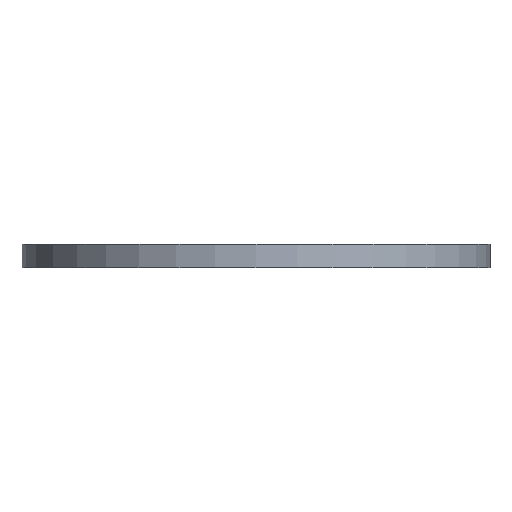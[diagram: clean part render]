
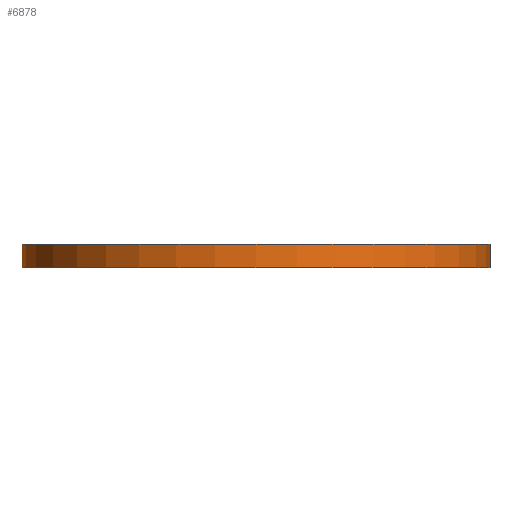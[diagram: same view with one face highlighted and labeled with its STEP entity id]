
A CAD part, front view. The second image highlights one B-rep face of the part: STEP entity #6878.
In plain terms, the highlighted cylindrical face has radius 16.002 mm (diameter 32.004 mm), a full revolution.
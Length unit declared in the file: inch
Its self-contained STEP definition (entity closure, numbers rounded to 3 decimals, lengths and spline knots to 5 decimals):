
#984=FACE_OUTER_BOUND('',#1371,.T.);
#1371=EDGE_LOOP('',(#5006,#5007,#5008,#5009,#5010));
#1862=CIRCLE('',#7358,0.63);
#1863=CIRCLE('',#7359,0.63);
#1864=CIRCLE('',#7360,0.63);
#1951=LINE('',#9397,#2634);
#2634=VECTOR('',#7921,0.63);
#3389=VERTEX_POINT('',#9394);
#3390=VERTEX_POINT('',#9396);
#3391=VERTEX_POINT('',#9398);
#4036=EDGE_CURVE('',#3389,#3389,#1862,.T.);
#4037=EDGE_CURVE('',#3389,#3390,#1951,.T.);
#4038=EDGE_CURVE('',#3391,#3390,#1863,.T.);
#4039=EDGE_CURVE('',#3390,#3391,#1864,.T.);
#5006=ORIENTED_EDGE('',*,*,#4036,.F.);
#5007=ORIENTED_EDGE('',*,*,#4037,.T.);
#5008=ORIENTED_EDGE('',*,*,#4038,.F.);
#5009=ORIENTED_EDGE('',*,*,#4039,.F.);
#5010=ORIENTED_EDGE('',*,*,#4037,.F.);
#6838=CYLINDRICAL_SURFACE('',#7357,0.63);
#6878=ADVANCED_FACE('',(#984),#6838,.T.);
#7357=AXIS2_PLACEMENT_3D('',#9393,#7917,#7918);
#7358=AXIS2_PLACEMENT_3D('',#9395,#7919,#7920);
#7359=AXIS2_PLACEMENT_3D('',#9399,#7922,#7923);
#7360=AXIS2_PLACEMENT_3D('',#9400,#7924,#7925);
#7917=DIRECTION('center_axis',(0.,0.,-1.));
#7918=DIRECTION('ref_axis',(1.,0.,0.));
#7919=DIRECTION('center_axis',(0.,0.,-1.));
#7920=DIRECTION('ref_axis',(1.,0.,0.));
#7921=DIRECTION('',(0.,0.,1.));
#7922=DIRECTION('center_axis',(0.,0.,1.));
#7923=DIRECTION('ref_axis',(1.,0.,0.));
#7924=DIRECTION('center_axis',(0.,0.,1.));
#7925=DIRECTION('ref_axis',(1.,0.,0.));
#9393=CARTESIAN_POINT('Origin',(0.,0.,0.));
#9394=CARTESIAN_POINT('',(-0.63,0.,-0.0625));
#9395=CARTESIAN_POINT('Origin',(0.,0.,-0.0625));
#9396=CARTESIAN_POINT('',(-0.63,0.,0.));
#9397=CARTESIAN_POINT('',(-0.63,0.,0.));
#9398=CARTESIAN_POINT('',(0.63,0.,0.));
#9399=CARTESIAN_POINT('Origin',(0.,0.,0.));
#9400=CARTESIAN_POINT('Origin',(0.,0.,0.));
